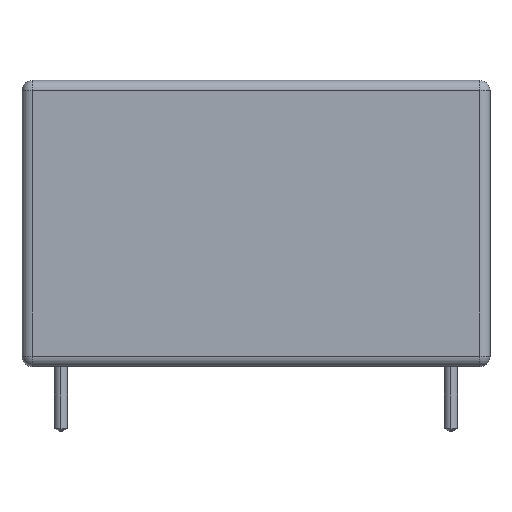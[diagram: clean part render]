
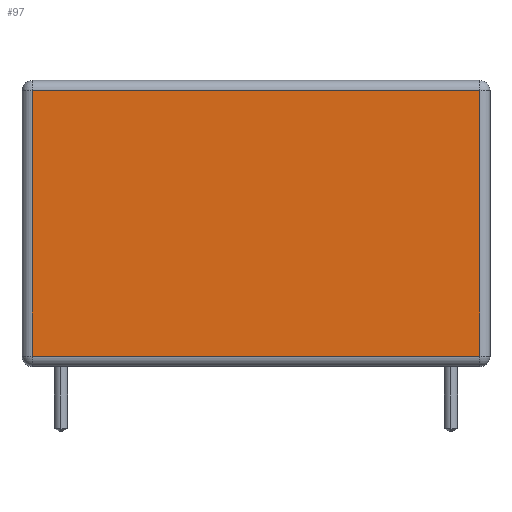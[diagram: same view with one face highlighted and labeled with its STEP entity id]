
A CAD part, top view. The second image highlights one B-rep face of the part: STEP entity #97.
In plain terms, the highlighted planar face has unit normal (0, 0, 1).
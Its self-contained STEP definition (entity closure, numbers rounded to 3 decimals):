
#16 = EDGE_CURVE ( 'NONE', #1252, #1349, #1003, .T. ) ;
#75 = CARTESIAN_POINT ( 'NONE',  ( -1.865, 11., 2.5 ) ) ;
#97 = ADVANCED_FACE ( 'NONE', ( #647 ), #507, .F. ) ;
#106 = CARTESIAN_POINT ( 'NONE',  ( -1.865, 10.6, 2.5 ) ) ;
#140 = VECTOR ( 'NONE', #393, 1000. ) ;
#190 = DIRECTION ( 'NONE',  ( -1., 0., 0. ) ) ;
#199 = VERTEX_POINT ( 'NONE', #205 ) ;
#205 = CARTESIAN_POINT ( 'NONE',  ( -1.465, 0.4, 2.5 ) ) ;
#276 = EDGE_CURVE ( 'NONE', #1349, #403, #1339, .T. ) ;
#340 = LINE ( 'NONE', #1104, #595 ) ;
#393 = DIRECTION ( 'NONE',  ( 0., 1., 0. ) ) ;
#403 = VERTEX_POINT ( 'NONE', #918 ) ;
#507 = PLANE ( 'NONE',  #1179 ) ;
#518 = ORIENTED_EDGE ( 'NONE', *, *, #1184, .T. ) ;
#534 = DIRECTION ( 'NONE',  ( 0., -1., 0. ) ) ;
#539 = LINE ( 'NONE', #1436, #813 ) ;
#549 = CARTESIAN_POINT ( 'NONE',  ( 15.735, 0.4, 2.5 ) ) ;
#595 = VECTOR ( 'NONE', #869, 1000. ) ;
#647 = FACE_OUTER_BOUND ( 'NONE', #1309, .T. ) ;
#693 = EDGE_CURVE ( 'NONE', #199, #1252, #340, .T. ) ;
#813 = VECTOR ( 'NONE', #534, 1000. ) ;
#867 = DIRECTION ( 'NONE',  ( 0., 0., -1. ) ) ;
#869 = DIRECTION ( 'NONE',  ( 1., 0., 0. ) ) ;
#879 = ORIENTED_EDGE ( 'NONE', *, *, #16, .T. ) ;
#918 = CARTESIAN_POINT ( 'NONE',  ( -1.465, 10.6, 2.5 ) ) ;
#921 = ORIENTED_EDGE ( 'NONE', *, *, #276, .T. ) ;
#982 = ORIENTED_EDGE ( 'NONE', *, *, #693, .T. ) ;
#1003 = LINE ( 'NONE', #1414, #140 ) ;
#1104 = CARTESIAN_POINT ( 'NONE',  ( -1.865, 0.4, 2.5 ) ) ;
#1147 = CARTESIAN_POINT ( 'NONE',  ( 15.735, 10.6, 2.5 ) ) ;
#1179 = AXIS2_PLACEMENT_3D ( 'NONE', #75, #867, #190 ) ;
#1184 = EDGE_CURVE ( 'NONE', #403, #199, #539, .T. ) ;
#1252 = VERTEX_POINT ( 'NONE', #549 ) ;
#1308 = VECTOR ( 'NONE', #1345, 1000. ) ;
#1309 = EDGE_LOOP ( 'NONE', ( #982, #879, #921, #518 ) ) ;
#1339 = LINE ( 'NONE', #106, #1308 ) ;
#1345 = DIRECTION ( 'NONE',  ( -1., 0., 0. ) ) ;
#1349 = VERTEX_POINT ( 'NONE', #1147 ) ;
#1414 = CARTESIAN_POINT ( 'NONE',  ( 15.735, 11., 2.5 ) ) ;
#1436 = CARTESIAN_POINT ( 'NONE',  ( -1.465, 11., 2.5 ) ) ;
